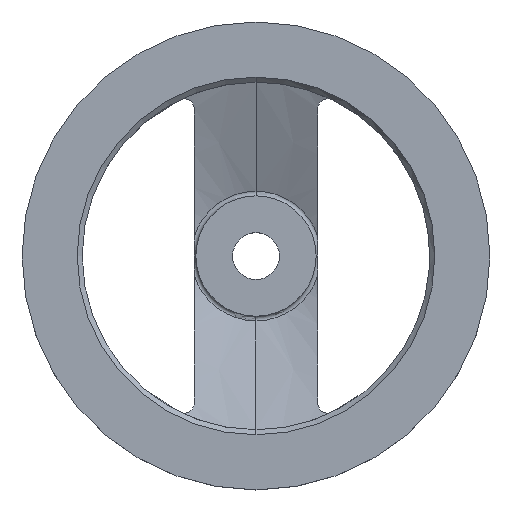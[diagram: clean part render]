
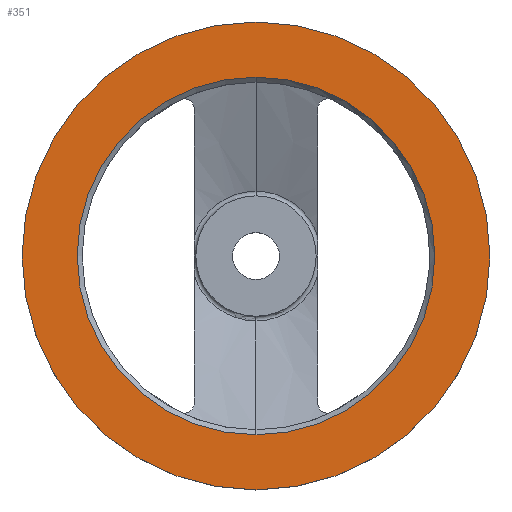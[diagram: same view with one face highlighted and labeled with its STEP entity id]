
A CAD part, top view. The second image highlights one B-rep face of the part: STEP entity #351.
In plain terms, the highlighted planar face has unit normal (0, 0, 1).
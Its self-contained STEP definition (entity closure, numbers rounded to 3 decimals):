
#241=EDGE_CURVE('',#403,#485,#637,.T.);
#245=EDGE_CURVE('',#553,#299,#641,.T.);
#259=EDGE_CURVE('',#485,#403,#656,.T.);
#299=VERTEX_POINT('',#700);
#351=ADVANCED_FACE('',(#753,#754),#755,.T.);
#403=VERTEX_POINT('',#814);
#437=EDGE_CURVE('',#299,#553,#853,.T.);
#485=VERTEX_POINT('',#910);
#553=VERTEX_POINT('',#984);
#637=CIRCLE('',#1071,70.0);
#641=CIRCLE('',#1107,53.5);
#656=CIRCLE('',#1128,70.0);
#700=CARTESIAN_POINT('',(0.,-53.5,36.0));
#753=FACE_BOUND('',#1318,.T.);
#754=FACE_OUTER_BOUND('',#1319,.T.);
#755=PLANE('',#1320);
#814=CARTESIAN_POINT('',(0.,-70.0,36.0));
#853=CIRCLE('',#1469,53.5);
#910=CARTESIAN_POINT('',(0.,70.,36.0));
#984=CARTESIAN_POINT('',(0.,53.5,36.0));
#1071=AXIS2_PLACEMENT_3D('',#1912,#1913,#1914);
#1107=AXIS2_PLACEMENT_3D('',#1915,#1916,#1917);
#1128=AXIS2_PLACEMENT_3D('',#1942,#1943,#1944);
#1318=EDGE_LOOP('',(#2038,#2039));
#1319=EDGE_LOOP('',(#2040,#2041));
#1320=AXIS2_PLACEMENT_3D('',#2042,#2043,#2044);
#1469=AXIS2_PLACEMENT_3D('',#2180,#2181,#2182);
#1912=CARTESIAN_POINT('',(0.,0.,36.0));
#1913=DIRECTION('',(0.,0.,1.0));
#1914=DIRECTION('',(0.,1.0,0.));
#1915=CARTESIAN_POINT('',(0.,0.,36.0));
#1916=DIRECTION('',(0.,0.,1.0));
#1917=DIRECTION('',(0.,1.0,0.));
#1942=CARTESIAN_POINT('',(0.,0.,36.0));
#1943=DIRECTION('',(0.,0.,1.0));
#1944=DIRECTION('',(0.,1.0,0.));
#2038=ORIENTED_EDGE('',*,*,#245,.F.);
#2039=ORIENTED_EDGE('',*,*,#437,.F.);
#2040=ORIENTED_EDGE('',*,*,#259,.T.);
#2041=ORIENTED_EDGE('',*,*,#241,.T.);
#2042=CARTESIAN_POINT('',(0.,61.75,36.0));
#2043=DIRECTION('',(0.,0.,1.0));
#2044=DIRECTION('',(0.,1.0,0.0));
#2180=CARTESIAN_POINT('',(0.,0.,36.0));
#2181=DIRECTION('',(0.,0.,1.0));
#2182=DIRECTION('',(0.,1.0,0.));
